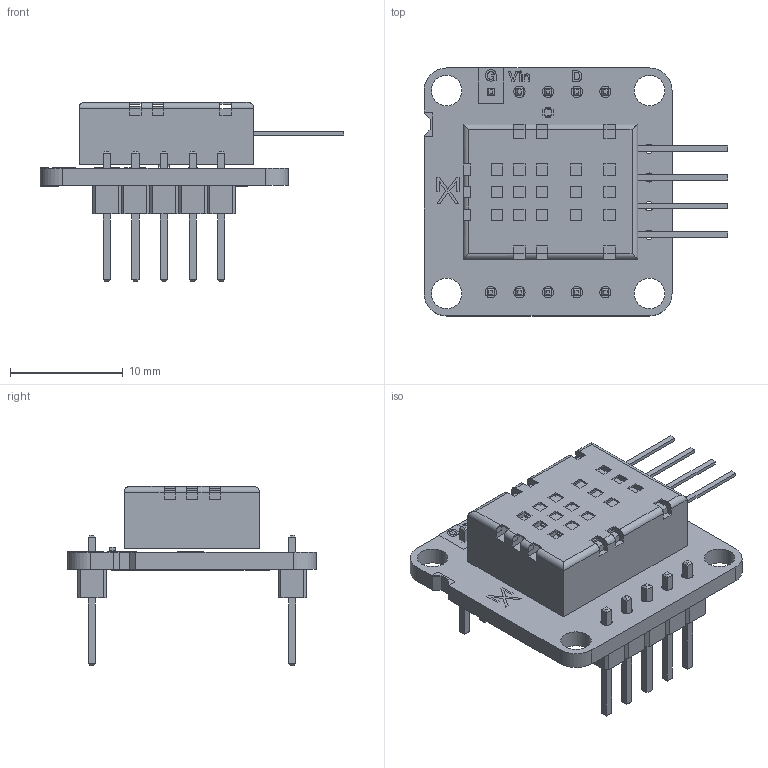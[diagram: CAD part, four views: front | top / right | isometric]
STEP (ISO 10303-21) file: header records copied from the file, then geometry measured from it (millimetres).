
FILE_DESCRIPTION(('KiCad electronic assembly'),'2;1');
FILE_NAME('STP_AX22_0011.step','2025-07-07T20:16:10',('Pcbnew'),('Kicad' ),'Open CASCADE STEP processor 7.8','KiCad to STEP converter', 'Unknown');
FILE_SCHEMA(('AUTOMOTIVE_DESIGN { 1 0 10303 214 1 1 1 1 }'));
Length unit declared in the file: millimetre
Products named in the file (6): STP_AX22_0011 1; R_0402_1005Metric; Aosong_DHT11_5.5x12.0_P2.54mm; PinHeader_1x05_P2.54mm_Vertical; AX22_DHT11_silkscreen; AX22_DHT11_PCB
Assembly tree (6 placements, depth 2):
  STP_AX22_0011 1
    R_0402_1005Metric
    Aosong_DHT11_5.5x12.0_P2.54mm
    PinHeader_1x05_P2.54mm_Vertical  x2
    AX22_DHT11_silkscreen
    AX22_DHT11_PCB
Bounding box: 26.95 x 22 x 15.89 mm (x, y, z)
Volume: 1867.7 mm3; surface area: 2539.4 mm2
Topology: 5 solids, 33 shells, 623 faces, 2136 edges, 1538 vertices
Faces by surface type: plane 580, cylinder 43
Full cylindrical faces by diameter (mm): 0.8 x4, 1 x10, 2.7 x4
Entity records: 22740 total; most frequent: CARTESIAN_POINT 3700, ORIENTED_EDGE 3054, DIRECTION 3010, EDGE_CURVE 1840, LINE 1682, VECTOR 1682, VERTEX_POINT 1354, AXIS2_PLACEMENT_3D 664
